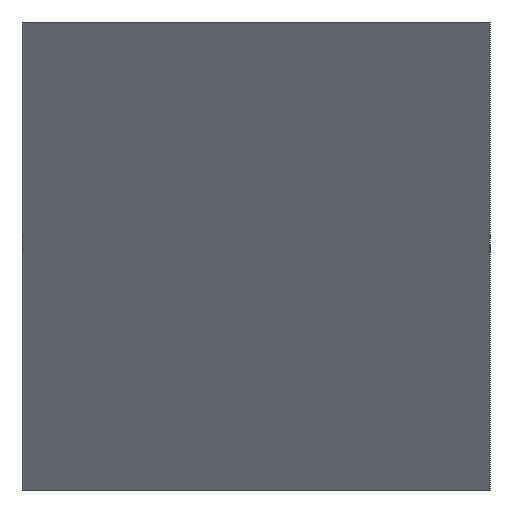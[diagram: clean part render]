
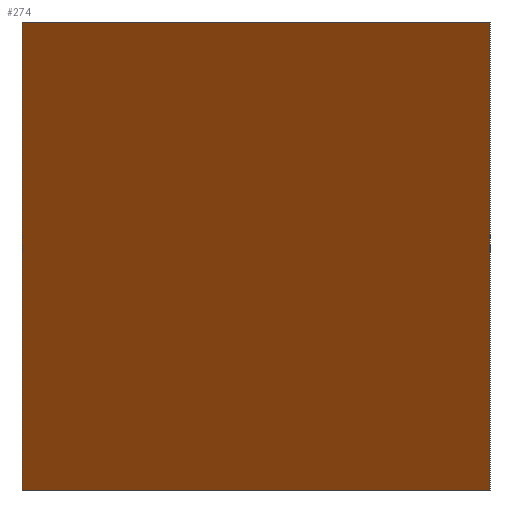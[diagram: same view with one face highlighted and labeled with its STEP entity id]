
A CAD part, left-side view. The second image highlights one B-rep face of the part: STEP entity #274.
In plain terms, the highlighted planar face has unit normal (-0.707, 0.707, 0).
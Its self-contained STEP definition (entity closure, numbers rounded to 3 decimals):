
#7 = VERTEX_POINT ( 'NONE', #220 ) ;
#12 = LINE ( 'NONE', #136, #29 ) ;
#15 = VERTEX_POINT ( 'NONE', #118 ) ;
#29 = VECTOR ( 'NONE', #95, 1000. ) ;
#36 = DIRECTION ( 'NONE',  ( -0.707, -0.707, 0. ) ) ;
#37 = AXIS2_PLACEMENT_3D ( 'NONE', #109, #240, #262 ) ;
#74 = VECTOR ( 'NONE', #36, 1000. ) ;
#76 = CARTESIAN_POINT ( 'NONE',  ( 52.414, 54.834, 0. ) ) ;
#91 = ORIENTED_EDGE ( 'NONE', *, *, #202, .F. ) ;
#95 = DIRECTION ( 'NONE',  ( 0., 0., -1. ) ) ;
#98 = CARTESIAN_POINT ( 'NONE',  ( 37.414, 39.834, 15. ) ) ;
#106 = CARTESIAN_POINT ( 'NONE',  ( 37.414, 39.834, 0. ) ) ;
#109 = CARTESIAN_POINT ( 'NONE',  ( 37.414, 39.834, 15. ) ) ;
#110 = LINE ( 'NONE', #106, #204 ) ;
#111 = DIRECTION ( 'NONE',  ( -0.707, -0.707, 0. ) ) ;
#117 = VECTOR ( 'NONE', #160, 1000. ) ;
#118 = CARTESIAN_POINT ( 'NONE',  ( 52.414, 54.834, 15. ) ) ;
#121 = FACE_OUTER_BOUND ( 'NONE', #168, .T. ) ;
#131 = VERTEX_POINT ( 'NONE', #137 ) ;
#136 = CARTESIAN_POINT ( 'NONE',  ( 37.414, 39.834, 15. ) ) ;
#137 = CARTESIAN_POINT ( 'NONE',  ( 37.414, 39.834, 0. ) ) ;
#141 = VERTEX_POINT ( 'NONE', #76 ) ;
#160 = DIRECTION ( 'NONE',  ( 0., 0., -1. ) ) ;
#163 = EDGE_CURVE ( 'NONE', #15, #7, #230, .T. ) ;
#168 = EDGE_LOOP ( 'NONE', ( #210, #91, #198, #249 ) ) ;
#191 = LINE ( 'NONE', #253, #117 ) ;
#193 = PLANE ( 'NONE',  #37 ) ;
#198 = ORIENTED_EDGE ( 'NONE', *, *, #163, .F. ) ;
#202 = EDGE_CURVE ( 'NONE', #7, #131, #12, .T. ) ;
#204 = VECTOR ( 'NONE', #111, 1000. ) ;
#210 = ORIENTED_EDGE ( 'NONE', *, *, #261, .T. ) ;
#214 = EDGE_CURVE ( 'NONE', #15, #141, #191, .T. ) ;
#220 = CARTESIAN_POINT ( 'NONE',  ( 37.414, 39.834, 15. ) ) ;
#230 = LINE ( 'NONE', #98, #74 ) ;
#240 = DIRECTION ( 'NONE',  ( 0.707, -0.707, 0. ) ) ;
#249 = ORIENTED_EDGE ( 'NONE', *, *, #214, .T. ) ;
#253 = CARTESIAN_POINT ( 'NONE',  ( 52.414, 54.834, 15. ) ) ;
#261 = EDGE_CURVE ( 'NONE', #141, #131, #110, .T. ) ;
#262 = DIRECTION ( 'NONE',  ( 0.707, 0.707, 0. ) ) ;
#274 = ADVANCED_FACE ( 'NONE', ( #121 ), #193, .F. ) ;
